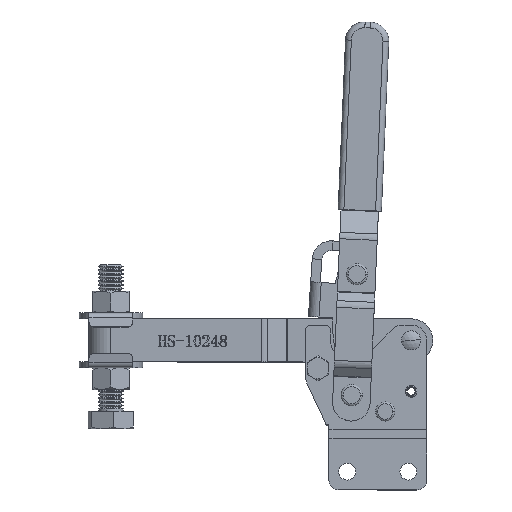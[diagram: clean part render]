
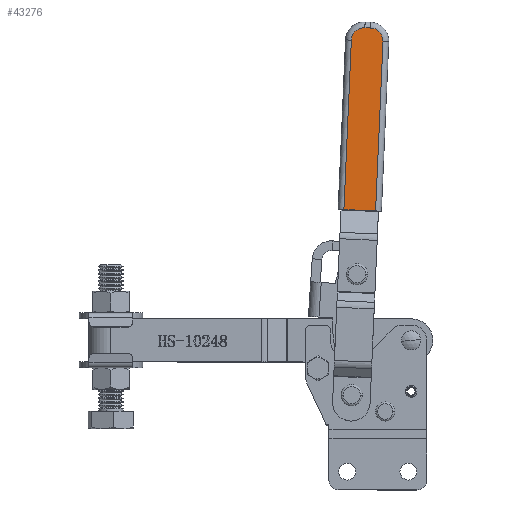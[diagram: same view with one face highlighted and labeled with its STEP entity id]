
A CAD part, top view. The second image highlights one B-rep face of the part: STEP entity #43276.
In plain terms, the highlighted face is planar.
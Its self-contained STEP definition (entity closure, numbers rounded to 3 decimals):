
#50 = VERTEX_POINT ( 'NONE', #13987 ) ;
#144 = VERTEX_POINT ( 'NONE', #14163 ) ;
#1227 = EDGE_LOOP ( 'NONE', ( #4853, #4854, #4855, #4856, #4857, #4858 ) ) ;
#2426 = EDGE_CURVE ( 'NONE', #45549, #22345, #14500, .T. ) ;
#2441 = EDGE_CURVE ( 'NONE', #41161, #144, #14562, .T. ) ;
#2442 = EDGE_CURVE ( 'NONE', #144, #22345, #14525, .T. ) ;
#2443 = EDGE_CURVE ( 'NONE', #45549, #50, #14569, .T. ) ;
#2444 = EDGE_CURVE ( 'NONE', #50, #41101, #14574, .T. ) ;
#2445 = EDGE_CURVE ( 'NONE', #41101, #41161, #14578, .T. ) ;
#4853 = ORIENTED_EDGE ( 'NONE', *, *, #2441, .T. ) ;
#4854 = ORIENTED_EDGE ( 'NONE', *, *, #2442, .T. ) ;
#4855 = ORIENTED_EDGE ( 'NONE', *, *, #2426, .F. ) ;
#4856 = ORIENTED_EDGE ( 'NONE', *, *, #2443, .T. ) ;
#4857 = ORIENTED_EDGE ( 'NONE', *, *, #2444, .T. ) ;
#4858 = ORIENTED_EDGE ( 'NONE', *, *, #2445, .T. ) ;
#13987 = CARTESIAN_POINT ( 'NONE',  ( -21.547, 0., 3.21 ) ) ;
#14163 = CARTESIAN_POINT ( 'NONE',  ( -21.547, 0., -13.29 ) ) ;
#14500 = LINE ( 'NONE', #21209, #14512 ) ;
#14512 = VECTOR ( 'NONE', #21214, 1000. ) ;
#14525 = LINE ( 'NONE', #21250, #14572 ) ;
#14562 = CIRCLE ( 'NONE', #19351, 6.75 ) ;
#14569 = LINE ( 'NONE', #21255, #14576 ) ;
#14572 = VECTOR ( 'NONE', #21244, 1000. ) ;
#14574 = CIRCLE ( 'NONE', #19353, 6.75 ) ;
#14576 = VECTOR ( 'NONE', #21256, 1000. ) ;
#14578 = LINE ( 'NONE', #21249, #14584 ) ;
#14584 = VECTOR ( 'NONE', #21248, 1000. ) ;
#17177 = AXIS2_PLACEMENT_3D ( 'NONE', #29618, #29627, #29628 ) ;
#19351 = AXIS2_PLACEMENT_3D ( 'NONE', #21252, #21253, #21254 ) ;
#19353 = AXIS2_PLACEMENT_3D ( 'NONE', #21258, #21259, #21261 ) ;
#21209 = CARTESIAN_POINT ( 'NONE',  ( 66.703, 0., -16.29 ) ) ;
#21214 = DIRECTION ( 'NONE',  ( 0., 0., -1. ) ) ;
#21244 = DIRECTION ( 'NONE',  ( 1., 0., 0. ) ) ;
#21248 = DIRECTION ( 'NONE',  ( 0., 0., -1. ) ) ;
#21249 = CARTESIAN_POINT ( 'NONE',  ( -28.297, 0., 0. ) ) ;
#21250 = CARTESIAN_POINT ( 'NONE',  ( 0., 0., -13.29 ) ) ;
#21252 = CARTESIAN_POINT ( 'NONE',  ( -21.547, 0., -6.54 ) ) ;
#21253 = DIRECTION ( 'NONE',  ( 0., -1., 0. ) ) ;
#21254 = DIRECTION ( 'NONE',  ( 0., 0., 1. ) ) ;
#21255 = CARTESIAN_POINT ( 'NONE',  ( 0., 0., 3.21 ) ) ;
#21256 = DIRECTION ( 'NONE',  ( -1., 0., 0. ) ) ;
#21258 = CARTESIAN_POINT ( 'NONE',  ( -21.547, 0., -3.54 ) ) ;
#21259 = DIRECTION ( 'NONE',  ( 0., -1., 0. ) ) ;
#21261 = DIRECTION ( 'NONE',  ( 0., 0., 1. ) ) ;
#22345 = VERTEX_POINT ( 'NONE', #42345 ) ;
#28353 = FACE_OUTER_BOUND ( 'NONE', #1227, .T. ) ;
#29618 = CARTESIAN_POINT ( 'NONE',  ( 0., 0., 0. ) ) ;
#29625 = PLANE ( 'NONE',  #17177 ) ;
#29627 = DIRECTION ( 'NONE',  ( 0., 1., 0. ) ) ;
#29628 = DIRECTION ( 'NONE',  ( 0., 0., 1. ) ) ;
#41101 = VERTEX_POINT ( 'NONE', #42351 ) ;
#41161 = VERTEX_POINT ( 'NONE', #42348 ) ;
#42268 = CARTESIAN_POINT ( 'NONE',  ( 66.703, 0., 3.21 ) ) ;
#42345 = CARTESIAN_POINT ( 'NONE',  ( 66.703, 0., -13.29 ) ) ;
#42348 = CARTESIAN_POINT ( 'NONE',  ( -28.297, 0., -6.54 ) ) ;
#42351 = CARTESIAN_POINT ( 'NONE',  ( -28.297, 0., -3.54 ) ) ;
#43276 = ADVANCED_FACE ( 'NONE', ( #28353 ), #29625, .F. ) ;
#45549 = VERTEX_POINT ( 'NONE', #42268 ) ;
